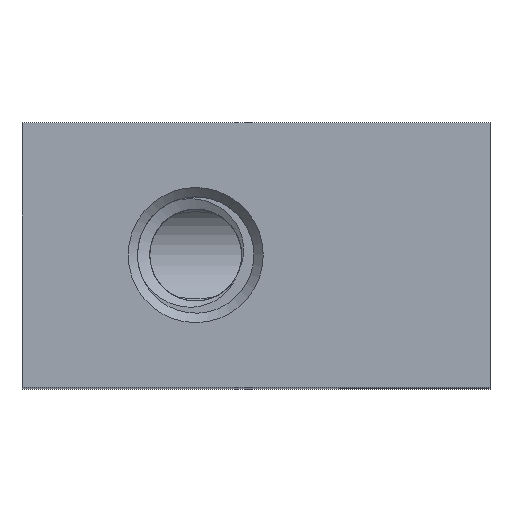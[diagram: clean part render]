
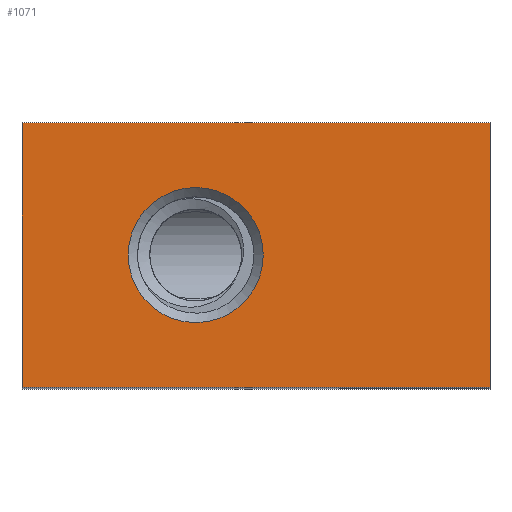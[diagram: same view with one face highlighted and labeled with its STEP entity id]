
A CAD part, top view. The second image highlights one B-rep face of the part: STEP entity #1071.
In plain terms, the highlighted planar face has unit normal (0, 0, 1).
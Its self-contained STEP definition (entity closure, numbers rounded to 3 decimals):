
#20=FACE_BOUND('',#174,.T.);
#47=PLANE('',#1161);
#115=FACE_OUTER_BOUND('',#173,.T.);
#173=EDGE_LOOP('',(#874,#875,#876,#877));
#174=EDGE_LOOP('',(#878));
#203=CIRCLE('',#1125,1.79);
#325=LINE('',#24134,#371);
#326=LINE('',#24136,#372);
#327=LINE('',#24138,#373);
#328=LINE('',#24139,#374);
#371=VECTOR('',#1325,10.);
#372=VECTOR('',#1326,10.);
#373=VECTOR('',#1327,10.);
#374=VECTOR('',#1328,10.);
#429=VERTEX_POINT('',#5088);
#478=VERTEX_POINT('',#24132);
#479=VERTEX_POINT('',#24133);
#480=VERTEX_POINT('',#24135);
#481=VERTEX_POINT('',#24137);
#545=EDGE_CURVE('',#429,#429,#203,.T.);
#623=EDGE_CURVE('',#478,#479,#325,.T.);
#624=EDGE_CURVE('',#480,#479,#326,.T.);
#625=EDGE_CURVE('',#480,#481,#327,.T.);
#626=EDGE_CURVE('',#481,#478,#328,.T.);
#874=ORIENTED_EDGE('',*,*,#623,.T.);
#875=ORIENTED_EDGE('',*,*,#624,.F.);
#876=ORIENTED_EDGE('',*,*,#625,.T.);
#877=ORIENTED_EDGE('',*,*,#626,.T.);
#878=ORIENTED_EDGE('',*,*,#545,.T.);
#1071=ADVANCED_FACE('',(#115,#20),#47,.F.);
#1125=AXIS2_PLACEMENT_3D('',#5090,#1236,#1237);
#1161=AXIS2_PLACEMENT_3D('',#24131,#1323,#1324);
#1236=DIRECTION('center_axis',(0.,0.,-1.));
#1237=DIRECTION('ref_axis',(1.,0.,0.));
#1323=DIRECTION('center_axis',(0.,0.,-1.));
#1324=DIRECTION('ref_axis',(0.,-1.,0.));
#1325=DIRECTION('',(1.,0.,0.));
#1326=DIRECTION('',(0.,-1.,0.));
#1327=DIRECTION('',(-1.,0.,0.));
#1328=DIRECTION('',(0.,-1.,0.));
#5088=CARTESIAN_POINT('',(0.192,0.,14.739));
#5090=CARTESIAN_POINT('Origin',(-1.598,0.,
14.739));
#24131=CARTESIAN_POINT('Origin',(6.2,5.,14.739));
#24132=CARTESIAN_POINT('',(-6.2,-3.5,14.739));
#24133=CARTESIAN_POINT('',(6.2,-3.5,14.739));
#24134=CARTESIAN_POINT('',(3.428,-3.5,14.739));
#24135=CARTESIAN_POINT('',(6.2,3.5,14.739));
#24136=CARTESIAN_POINT('',(6.2,2.5,14.739));
#24137=CARTESIAN_POINT('',(-6.2,3.5,14.739));
#24138=CARTESIAN_POINT('',(3.137,3.5,14.739));
#24139=CARTESIAN_POINT('',(-6.2,5.,14.739));
